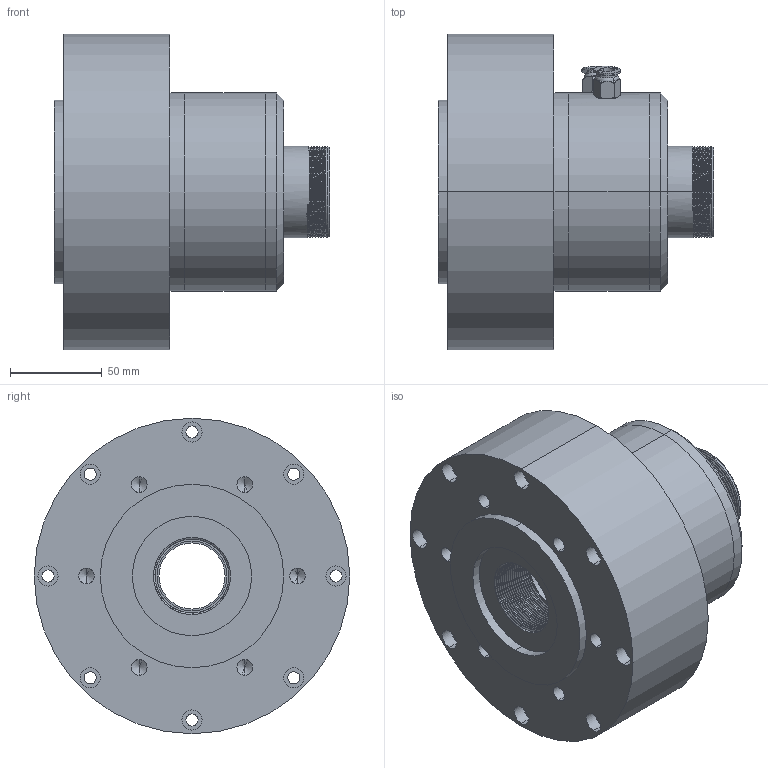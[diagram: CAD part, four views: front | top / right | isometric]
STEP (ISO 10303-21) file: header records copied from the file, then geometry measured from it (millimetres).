
FILE_DESCRIPTION (( 'STEP AP214' ), '1' );
FILE_NAME ('DR-636R（2023-8-10）.STEP', '2023-08-10T06:55:50', ( '' ), ( '' ), 'SwSTEP 2.0', 'SolidWorks 2023', '' );
FILE_SCHEMA (( 'AUTOMOTIVE_DESIGN' ));
Length unit declared in the file: millimetre
Products named in the file (4): DR-636R（2023-8-10）.STEP; DR-636R.STEP; DR-636R（2023-8-10）; 气孔接头  .STEP
Assembly tree (4 placements, depth 3):
  DR-636R（2023-8-10）
    DR-636R（2023-8-10）.STEP
      DR-636R.STEP
      气孔接头  .STEP  x2
Bounding box: 150 x 172 x 172 mm (x, y, z)
Volume: 1800783.7 mm3; surface area: 140630.3 mm2
Topology: 3 solids, 3 shells, 496 faces, 1239 edges, 775 vertices
Faces by surface type: plane 195, cylinder 179, cone 52, bspline 48, torus 22
Entity records: 17941 total; most frequent: CARTESIAN_POINT 9896, ORIENTED_EDGE 1696, DIRECTION 1500, EDGE_CURVE 848, AXIS2_PLACEMENT_3D 552, VERTEX_POINT 542, EDGE_LOOP 414, LINE 396
